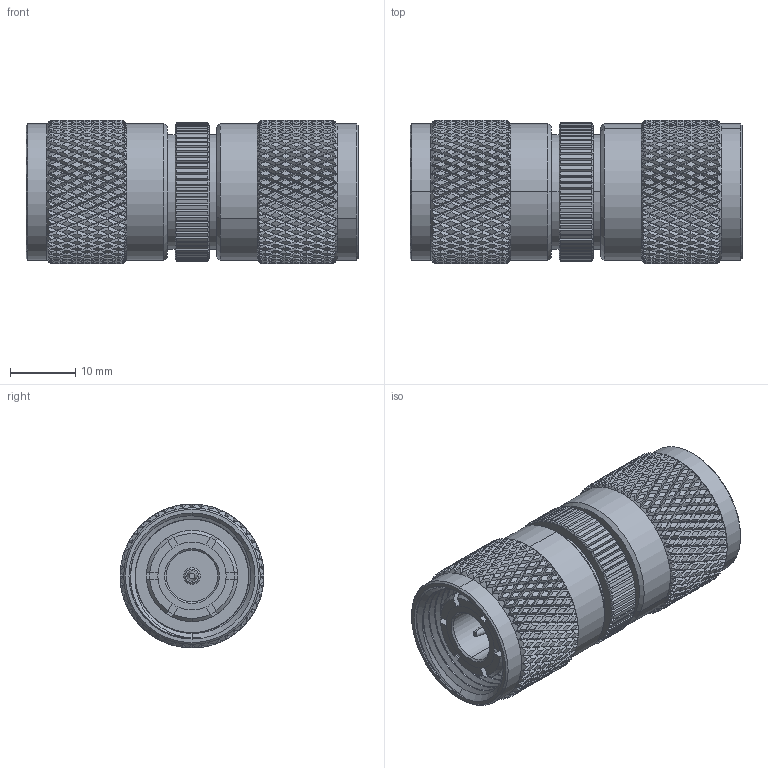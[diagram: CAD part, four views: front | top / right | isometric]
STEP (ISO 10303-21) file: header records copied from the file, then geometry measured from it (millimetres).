
FILE_DESCRIPTION (( 'STEP AP203' ), '1' );
FILE_NAME ('PE9210.step', '2018-11-30T00:06:37', ( '' ), ( '' ), 'SwSTEP 2.0', 'SolidWorks 2017', '' );
FILE_SCHEMA (( 'CONFIG_CONTROL_DESIGN' ));
Products named in the file (1): PE9210
Bounding box: 50.8 x 22 x 22 mm (x, y, z)
Volume: 11832.2 mm3; surface area: 11138 mm2
Topology: 1 solids, 1 shells, 4926 faces, 10664 edges, 5757 vertices
Faces by surface type: bspline 3462, cylinder 1055, plane 219, cone 190
Entity records: 209076 total; most frequent: CARTESIAN_POINT 141230, ORIENTED_EDGE 21328, EDGE_CURVE 10664, VERTEX_POINT 5757, DIRECTION 5111, EDGE_LOOP 4943, ADVANCED_FACE 4926, FACE_OUTER_BOUND 4926
